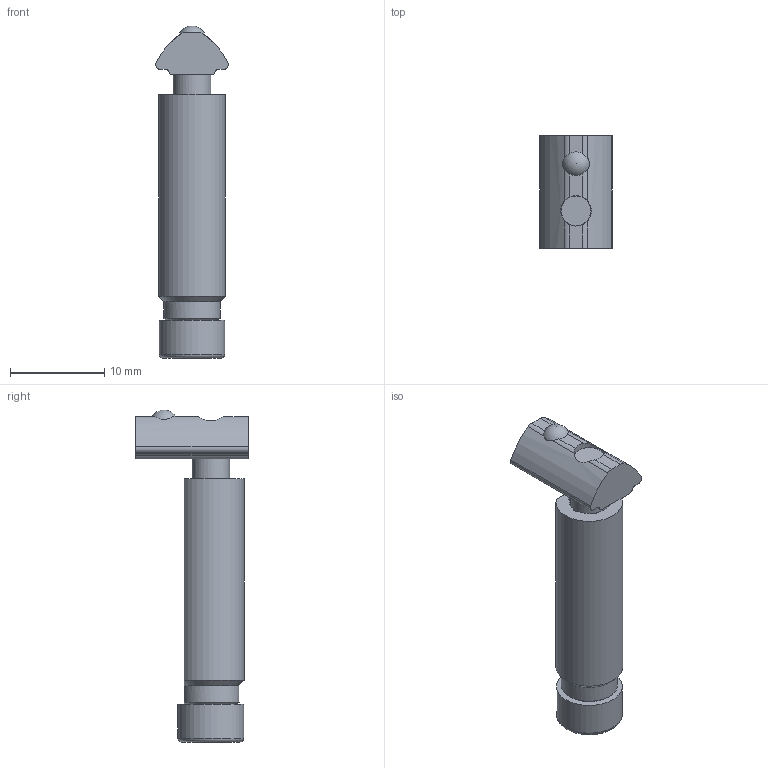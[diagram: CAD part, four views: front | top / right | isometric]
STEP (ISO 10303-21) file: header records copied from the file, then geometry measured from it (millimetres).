
FILE_DESCRIPTION(/* description */ ('KriTec Systemverbinder 5'),/* implementation_level */ '2;1');
FILE_NAME(/* name */ '13014_KriTec_Systemverbinder_5.stp',/* time_stamp */ '2020-04-09T14:31:13+02:00',/* author */ ('jendrek'),/* organization */ (''),/* preprocessor_version */ 'ST-DEVELOPER v17',/* originating_system */ 'Autodesk Inventor 2018',/* authorisation */ '');
FILE_SCHEMA (('AUTOMOTIVE_DESIGN { 1 0 10303 214 3 1 1 }'));
Length unit declared in the file: millimetre
Products named in the file (4): 13014; Gh f. CEV-E5 10-2007; DIN 912 - M4 x 30; 11012
Assembly tree (3 placements, depth 2):
  13014
    Gh f. CEV-E5 10-2007
    DIN 912 - M4 x 30
    11012
Bounding box: 7.7 x 12 x 35.29 mm (x, y, z)
Volume: 1323.1 mm3; surface area: 1750.4 mm2
Topology: 3 solids, 3 shells, 61 faces, 177 edges, 120 vertices
Faces by surface type: plane 27, cylinder 26, cone 5, torus 2, sphere 1
Full cylindrical faces by diameter (mm): 3.242 x1, 4 x1, 4.2 x1, 7 x1
Entity records: 2293 total; most frequent: CARTESIAN_POINT 496, DIRECTION 371, ORIENTED_EDGE 350, EDGE_CURVE 175, AXIS2_PLACEMENT_3D 151, VERTEX_POINT 120, CIRCLE 82, LINE 69
